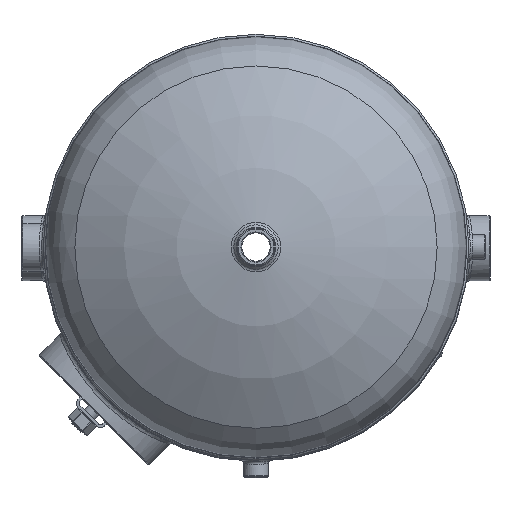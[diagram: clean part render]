
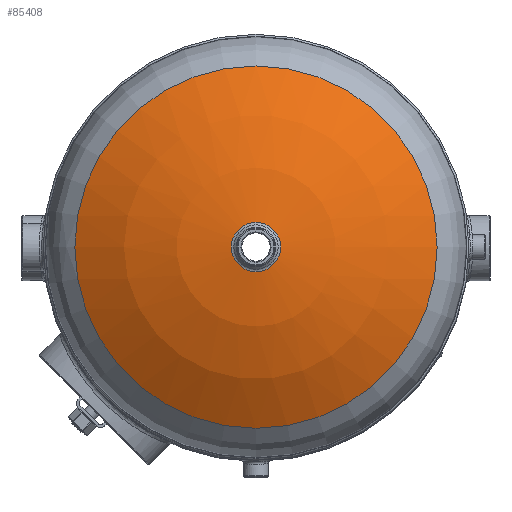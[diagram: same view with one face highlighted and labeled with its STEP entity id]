
A CAD part, top view. The second image highlights one B-rep face of the part: STEP entity #85408.
In plain terms, the highlighted spherical face has radius 360.031 mm.
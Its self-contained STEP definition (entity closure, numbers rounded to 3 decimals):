
#85342=CARTESIAN_POINT('',(-193.558,0.,1162.376));
#85343=VERTEX_POINT('',#85342);
#85351=CARTESIAN_POINT('',(193.558,0.,1162.376));
#85352=VERTEX_POINT('',#85351);
#85353=CARTESIAN_POINT('',(-0.,0.,1162.376));
#85354=DIRECTION('',(0.,0.,-1.));
#85355=DIRECTION('',(-1.,0.,0.));
#85356=AXIS2_PLACEMENT_3D('',#85353,#85354,#85355);
#85357=CIRCLE('',#85356,193.558);
#85358=EDGE_CURVE('',#85343,#85352,#85357,.T.);
#85360=CARTESIAN_POINT('',(-0.,0.,1162.376));
#85361=DIRECTION('',(0.,0.,-1.));
#85362=DIRECTION('',(-1.,0.,0.));
#85363=AXIS2_PLACEMENT_3D('',#85360,#85361,#85362);
#85364=CIRCLE('',#85363,193.558);
#85365=EDGE_CURVE('',#85352,#85343,#85364,.T.);
#85373=CARTESIAN_POINT('',(-0.,0.,858.801));
#85374=DIRECTION('',(0.,0.,-1.));
#85375=DIRECTION('',(1.,0.,0.));
#85376=AXIS2_PLACEMENT_3D('',#85373,#85374,#85375);
#85377=SPHERICAL_SURFACE('',#85376,360.031);
#85378=CARTESIAN_POINT('',(26.36,0.,1217.866));
#85379=VERTEX_POINT('',#85378);
#85380=CARTESIAN_POINT('',(-0.,0.,858.801));
#85381=DIRECTION('',(0.,-1.,-0.));
#85382=DIRECTION('',(1.,0.,0.));
#85383=AXIS2_PLACEMENT_3D('',#85380,#85381,#85382);
#85384=CIRCLE('',#85383,360.031);
#85385=EDGE_CURVE('',#85352,#85379,#85384,.T.);
#85386=ORIENTED_EDGE('',*,*,#85385,.T.);
#85387=CARTESIAN_POINT('',(-0.,26.36,1217.866));
#85388=VERTEX_POINT('',#85387);
#85389=CARTESIAN_POINT('',(-0.,0.,1217.866));
#85390=DIRECTION('',(0.,0.,-1.));
#85391=DIRECTION('',(0.,1.,0.));
#85392=AXIS2_PLACEMENT_3D('',#85389,#85390,#85391);
#85393=CIRCLE('',#85392,26.36);
#85394=EDGE_CURVE('',#85379,#85388,#85393,.T.);
#85395=ORIENTED_EDGE('',*,*,#85394,.T.);
#85396=CARTESIAN_POINT('',(-0.,0.,1217.866));
#85397=DIRECTION('',(0.,0.,-1.));
#85398=DIRECTION('',(0.,1.,0.));
#85399=AXIS2_PLACEMENT_3D('',#85396,#85397,#85398);
#85400=CIRCLE('',#85399,26.36);
#85401=EDGE_CURVE('',#85388,#85379,#85400,.T.);
#85402=ORIENTED_EDGE('',*,*,#85401,.T.);
#85403=ORIENTED_EDGE('',*,*,#85385,.F.);
#85404=ORIENTED_EDGE('',*,*,#85358,.F.);
#85405=ORIENTED_EDGE('',*,*,#85365,.F.);
#85406=EDGE_LOOP('',(#85386,#85395,#85402,#85403,#85404,#85405));
#85407=FACE_BOUND('',#85406,.T.);
#85408=ADVANCED_FACE('',(#85407),#85377,.T.);
